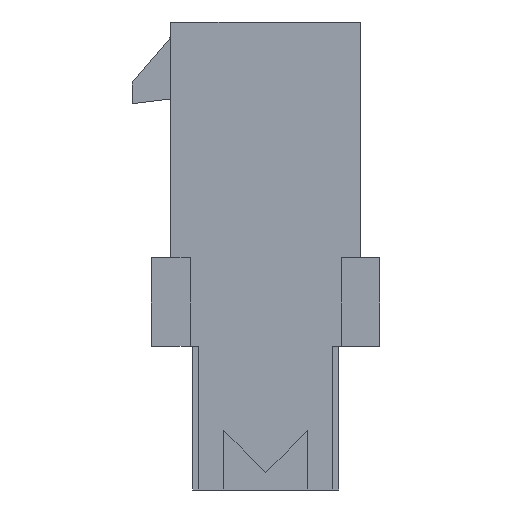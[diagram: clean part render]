
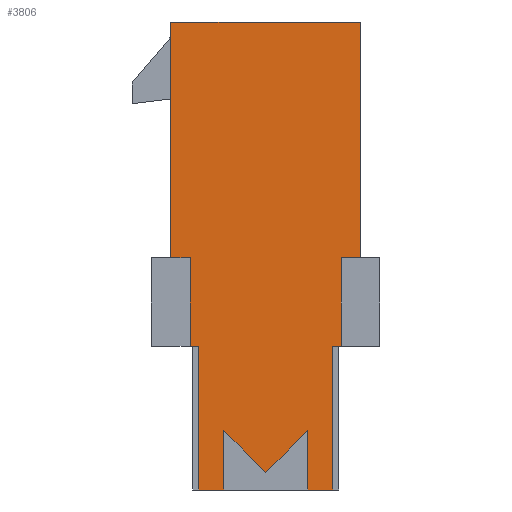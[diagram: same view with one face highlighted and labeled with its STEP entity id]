
A CAD part, left-side view. The second image highlights one B-rep face of the part: STEP entity #3806.
In plain terms, the highlighted planar face has unit normal (-1, 0, 0).
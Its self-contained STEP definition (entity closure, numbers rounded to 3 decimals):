
#23=DIRECTION('',(0.,1.,0.));
#24=VECTOR('',#23,6.85);
#25=CARTESIAN_POINT('',(-3.425,-3.425,0.));
#26=LINE('',#25,#24);
#464=DIRECTION('',(0.,1.,0.));
#465=VECTOR('',#464,0.91);
#466=CARTESIAN_POINT('',(-3.425,1.515,-16.89));
#467=LINE('',#466,#465);
#476=DIRECTION('',(0.,1.,0.));
#477=VECTOR('',#476,0.91);
#478=CARTESIAN_POINT('',(-3.425,-2.425,-16.89));
#479=LINE('',#478,#477);
#1228=DIRECTION('',(0.,0.,1.));
#1229=VECTOR('',#1228,5.19);
#1230=CARTESIAN_POINT('',(-3.425,2.425,-16.89));
#1231=LINE('',#1230,#1229);
#1232=DIRECTION('',(0.,1.,0.));
#1233=VECTOR('',#1232,0.3);
#1234=CARTESIAN_POINT('',(-3.425,2.425,-11.7));
#1235=LINE('',#1234,#1233);
#1236=DIRECTION('',(0.,0.,-1.));
#1237=VECTOR('',#1236,3.19);
#1238=CARTESIAN_POINT('',(-3.425,2.725,-8.51));
#1239=LINE('',#1238,#1237);
#1240=DIRECTION('',(0.,-1.,0.));
#1241=VECTOR('',#1240,0.7);
#1242=CARTESIAN_POINT('',(-3.425,3.425,-8.51));
#1243=LINE('',#1242,#1241);
#1244=DIRECTION('',(0.,0.,-1.));
#1245=VECTOR('',#1244,8.51);
#1246=CARTESIAN_POINT('',(-3.425,-3.425,0.));
#1247=LINE('',#1246,#1245);
#1248=DIRECTION('',(0.,-1.,0.));
#1249=VECTOR('',#1248,0.7);
#1250=CARTESIAN_POINT('',(-3.425,-2.725,-8.51));
#1251=LINE('',#1250,#1249);
#1252=DIRECTION('',(0.,0.,-1.));
#1253=VECTOR('',#1252,3.19);
#1254=CARTESIAN_POINT('',(-3.425,-2.725,-8.51));
#1255=LINE('',#1254,#1253);
#1256=DIRECTION('',(0.,1.,0.));
#1257=VECTOR('',#1256,0.3);
#1258=CARTESIAN_POINT('',(-3.425,-2.725,-11.7));
#1259=LINE('',#1258,#1257);
#1260=DIRECTION('',(0.,0.,1.));
#1261=VECTOR('',#1260,5.19);
#1262=CARTESIAN_POINT('',(-3.425,-2.425,-16.89));
#1263=LINE('',#1262,#1261);
#1264=DIRECTION('',(0.,-0.707,0.707));
#1265=VECTOR('',#1264,2.143);
#1266=CARTESIAN_POINT('',(-3.425,0.,-16.26));
#1267=LINE('',#1266,#1265);
#1268=DIRECTION('',(0.,-0.707,-0.707));
#1269=VECTOR('',#1268,2.143);
#1270=CARTESIAN_POINT('',(-3.425,1.515,-14.745));
#1271=LINE('',#1270,#1269);
#1280=DIRECTION('',(0.,0.,1.));
#1281=VECTOR('',#1280,2.145);
#1282=CARTESIAN_POINT('',(-3.425,1.515,-16.89));
#1283=LINE('',#1282,#1281);
#1300=DIRECTION('',(0.,0.,-1.));
#1301=VECTOR('',#1300,2.145);
#1302=CARTESIAN_POINT('',(-3.425,-1.515,-14.745));
#1303=LINE('',#1302,#1301);
#1348=DIRECTION('',(0.,0.,-1.));
#1349=VECTOR('',#1348,8.51);
#1350=CARTESIAN_POINT('',(-3.425,3.425,0.));
#1351=LINE('',#1350,#1349);
#1591=CARTESIAN_POINT('',(-3.425,-3.425,0.));
#1592=CARTESIAN_POINT('',(-3.425,3.425,0.));
#1593=VERTEX_POINT('',#1591);
#1594=VERTEX_POINT('',#1592);
#1667=CARTESIAN_POINT('',(-3.425,-3.425,-8.51));
#1669=VERTEX_POINT('',#1667);
#1671=CARTESIAN_POINT('',(-3.425,-2.725,-8.51));
#1672=VERTEX_POINT('',#1671);
#1703=CARTESIAN_POINT('',(-3.425,3.425,-8.51));
#1704=CARTESIAN_POINT('',(-3.425,2.725,-8.51));
#1705=VERTEX_POINT('',#1703);
#1706=VERTEX_POINT('',#1704);
#1747=CARTESIAN_POINT('',(-3.425,2.425,-16.89));
#1749=VERTEX_POINT('',#1747);
#1751=CARTESIAN_POINT('',(-3.425,-2.425,-16.89));
#1753=VERTEX_POINT('',#1751);
#1755=CARTESIAN_POINT('',(-3.425,2.425,-11.7));
#1756=VERTEX_POINT('',#1755);
#1757=CARTESIAN_POINT('',(-3.425,-2.425,-11.7));
#1758=VERTEX_POINT('',#1757);
#1881=CARTESIAN_POINT('',(-3.425,1.515,-14.745));
#1882=VERTEX_POINT('',#1881);
#1883=CARTESIAN_POINT('',(-3.425,0.,-16.26));
#1884=VERTEX_POINT('',#1883);
#1885=CARTESIAN_POINT('',(-3.425,-1.515,-14.745));
#1886=VERTEX_POINT('',#1885);
#1887=CARTESIAN_POINT('',(-3.425,1.515,-16.89));
#1889=VERTEX_POINT('',#1887);
#1891=CARTESIAN_POINT('',(-3.425,-1.515,-16.89));
#1893=VERTEX_POINT('',#1891);
#1895=CARTESIAN_POINT('',(-3.425,-2.725,-11.7));
#1896=VERTEX_POINT('',#1895);
#1897=CARTESIAN_POINT('',(-3.425,2.725,-11.7));
#1898=VERTEX_POINT('',#1897);
#3772=CARTESIAN_POINT('',(-3.425,-3.425,0.));
#3773=DIRECTION('',(-1.,0.,0.));
#3774=DIRECTION('',(0.,1.,0.));
#3775=AXIS2_PLACEMENT_3D('',#3772,#3773,#3774);
#3776=PLANE('',#3775);
#3778=ORIENTED_EDGE('',*,*,#3777,.F.);
#3779=ORIENTED_EDGE('',*,*,#2517,.T.);
#3780=ORIENTED_EDGE('',*,*,#3765,.T.);
#3781=ORIENTED_EDGE('',*,*,#2294,.T.);
#3783=ORIENTED_EDGE('',*,*,#3782,.F.);
#3785=ORIENTED_EDGE('',*,*,#3784,.F.);
#3787=ORIENTED_EDGE('',*,*,#3786,.F.);
#3788=ORIENTED_EDGE('',*,*,#2134,.F.);
#3789=ORIENTED_EDGE('',*,*,#2206,.T.);
#3791=ORIENTED_EDGE('',*,*,#3790,.F.);
#3793=ORIENTED_EDGE('',*,*,#3792,.T.);
#3794=ORIENTED_EDGE('',*,*,#2316,.T.);
#3796=ORIENTED_EDGE('',*,*,#3795,.F.);
#3797=ORIENTED_EDGE('',*,*,#2525,.T.);
#3799=ORIENTED_EDGE('',*,*,#3798,.F.);
#3801=ORIENTED_EDGE('',*,*,#3800,.F.);
#3803=ORIENTED_EDGE('',*,*,#3802,.F.);
#3804=EDGE_LOOP('',(#3778,#3779,#3780,#3781,#3783,#3785,#3787,#3788,#3789,#3791,
#3793,#3794,#3796,#3797,#3799,#3801,#3803));
#3805=FACE_OUTER_BOUND('',#3804,.F.);
#3806=ADVANCED_FACE('',(#3805),#3776,.T.);
#2134=EDGE_CURVE('',#1593,#1594,#26,.T.);
#2206=EDGE_CURVE('',#1593,#1669,#1247,.T.);
#2294=EDGE_CURVE('',#1756,#1898,#1235,.T.);
#2316=EDGE_CURVE('',#1896,#1758,#1259,.T.);
#2517=EDGE_CURVE('',#1889,#1749,#467,.T.);
#2525=EDGE_CURVE('',#1753,#1893,#479,.T.);
#3765=EDGE_CURVE('',#1749,#1756,#1231,.T.);
#3777=EDGE_CURVE('',#1889,#1882,#1283,.T.);
#3782=EDGE_CURVE('',#1706,#1898,#1239,.T.);
#3784=EDGE_CURVE('',#1705,#1706,#1243,.T.);
#3786=EDGE_CURVE('',#1594,#1705,#1351,.T.);
#3790=EDGE_CURVE('',#1672,#1669,#1251,.T.);
#3792=EDGE_CURVE('',#1672,#1896,#1255,.T.);
#3795=EDGE_CURVE('',#1753,#1758,#1263,.T.);
#3798=EDGE_CURVE('',#1886,#1893,#1303,.T.);
#3800=EDGE_CURVE('',#1884,#1886,#1267,.T.);
#3802=EDGE_CURVE('',#1882,#1884,#1271,.T.);
